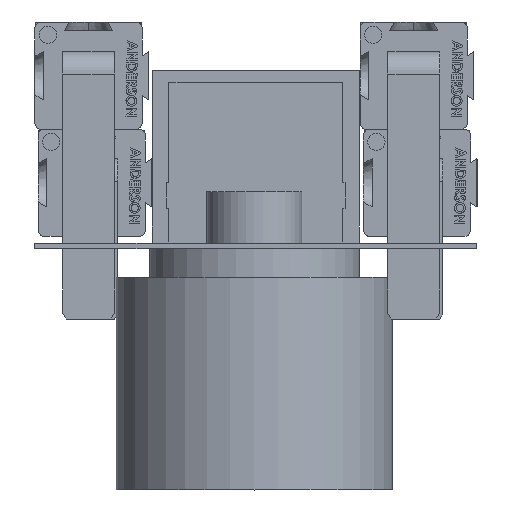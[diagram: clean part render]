
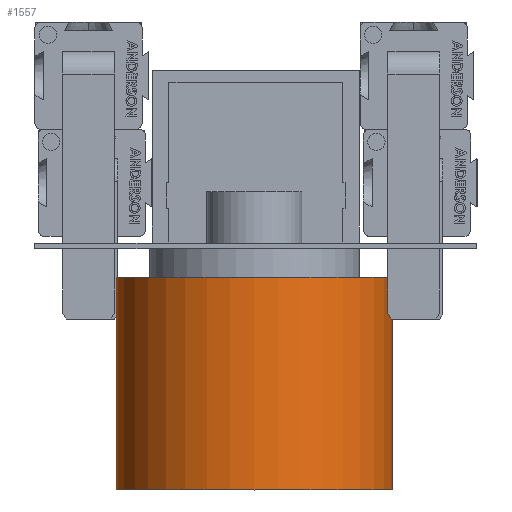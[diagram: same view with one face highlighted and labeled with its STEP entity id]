
A CAD part, front view. The second image highlights one B-rep face of the part: STEP entity #1557.
In plain terms, the highlighted cylindrical face has radius 10.2 mm (diameter 20.4 mm), a full revolution.
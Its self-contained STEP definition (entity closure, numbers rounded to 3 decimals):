
#1557 = ADVANCED_FACE('',(#1558),#1585,.T.);
#1558 = FACE_BOUND('',#1559,.T.);
#1559 = EDGE_LOOP('',(#1560,#1569,#1577,#1584));
#1560 = ORIENTED_EDGE('',*,*,#1561,.T.);
#1561 = EDGE_CURVE('',#1562,#1562,#1564,.T.);
#1562 = VERTEX_POINT('',#1563);
#1563 = CARTESIAN_POINT('',(10.2,0.,0.));
#1564 = CIRCLE('',#1565,10.2);
#1565 = AXIS2_PLACEMENT_3D('',#1566,#1567,#1568);
#1566 = CARTESIAN_POINT('',(0.,0.,0.));
#1567 = DIRECTION('',(0.,0.,1.));
#1568 = DIRECTION('',(1.,0.,0.));
#1569 = ORIENTED_EDGE('',*,*,#1570,.T.);
#1570 = EDGE_CURVE('',#1562,#1571,#1573,.T.);
#1571 = VERTEX_POINT('',#1572);
#1572 = CARTESIAN_POINT('',(10.2,0.,15.7));
#1573 = LINE('',#1574,#1575);
#1574 = CARTESIAN_POINT('',(10.2,0.,0.));
#1575 = VECTOR('',#1576,1.);
#1576 = DIRECTION('',(0.,0.,1.));
#1577 = ORIENTED_EDGE('',*,*,#1578,.F.);
#1578 = EDGE_CURVE('',#1571,#1571,#1579,.T.);
#1579 = CIRCLE('',#1580,10.2);
#1580 = AXIS2_PLACEMENT_3D('',#1581,#1582,#1583);
#1581 = CARTESIAN_POINT('',(0.,0.,15.7));
#1582 = DIRECTION('',(0.,0.,1.));
#1583 = DIRECTION('',(1.,0.,0.));
#1584 = ORIENTED_EDGE('',*,*,#1570,.F.);
#1585 = CYLINDRICAL_SURFACE('',#1586,10.2);
#1586 = AXIS2_PLACEMENT_3D('',#1587,#1588,#1589);
#1587 = CARTESIAN_POINT('',(0.,0.,0.));
#1588 = DIRECTION('',(0.,0.,-1.));
#1589 = DIRECTION('',(1.,0.,0.));
